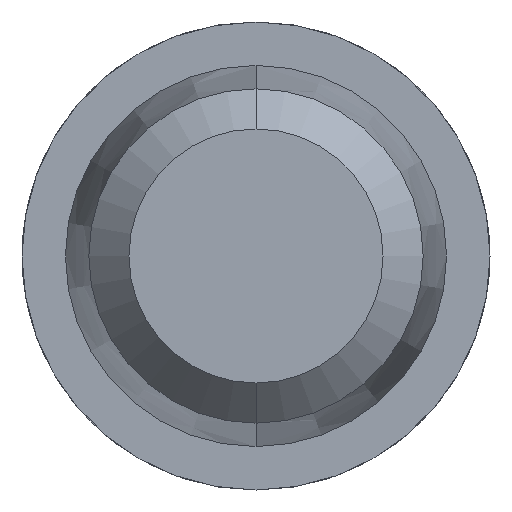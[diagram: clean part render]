
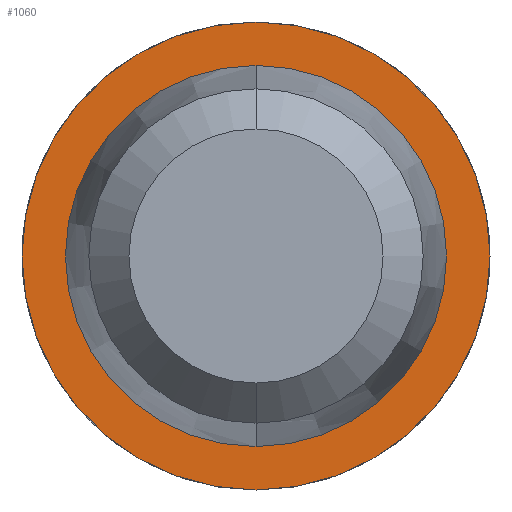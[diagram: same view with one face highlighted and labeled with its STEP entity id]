
A CAD part, front view. The second image highlights one B-rep face of the part: STEP entity #1060.
In plain terms, the highlighted planar face has unit normal (0, -1, 0).
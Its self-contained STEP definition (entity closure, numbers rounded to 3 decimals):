
#3 = DIRECTION ( 'NONE',  ( 0., 0., -1. ) ) ;
#126 = DIRECTION ( 'NONE',  ( 0., 0., -1. ) ) ;
#268 = DIRECTION ( 'NONE',  ( 0., 0., -1. ) ) ;
#336 = DIRECTION ( 'NONE',  ( 0., -1., 0. ) ) ;
#363 = DIRECTION ( 'NONE',  ( 0., -1., 0. ) ) ;
#473 = AXIS2_PLACEMENT_3D ( 'NONE', #900, #1990, #2308 ) ;
#570 = CARTESIAN_POINT ( 'NONE',  ( 0., 26., 0.7 ) ) ;
#664 = VERTEX_POINT ( 'NONE', #570 ) ;
#792 = EDGE_LOOP ( 'NONE', ( #3132, #1410 ) ) ;
#885 = FACE_BOUND ( 'NONE', #1415, .T. ) ;
#900 = CARTESIAN_POINT ( 'NONE',  ( 0., 26., 0. ) ) ;
#995 = DIRECTION ( 'NONE',  ( 0., 0., -1. ) ) ;
#1060 = ADVANCED_FACE ( 'Defeature ausgef�hrt3_10', ( #1963, #885 ), #1634, .T. ) ;
#1161 = VERTEX_POINT ( 'NONE', #1662 ) ;
#1281 = VERTEX_POINT ( 'NONE', #1841 ) ;
#1333 = AXIS2_PLACEMENT_3D ( 'NONE', #3196, #4158, #126 ) ;
#1410 = ORIENTED_EDGE ( 'NONE', *, *, #3815, .T. ) ;
#1415 = EDGE_LOOP ( 'NONE', ( #2737, #3749 ) ) ;
#1424 = EDGE_CURVE ( 'Defeature ausgef�hrt3_9+Defeature ausgef�hrt3_10+Defeature ausgef�hrt3_10+Defeature ausgef�hrt3_10', #1161, #1281, #3254, .T. ) ;
#1634 = PLANE ( 'NONE',  #3509 ) ;
#1662 = CARTESIAN_POINT ( 'NONE',  ( 0., 26., -0.57 ) ) ;
#1721 = CARTESIAN_POINT ( 'NONE',  ( 0., 26., 0. ) ) ;
#1841 = CARTESIAN_POINT ( 'NONE',  ( 0., 26., 0.57 ) ) ;
#1963 = FACE_OUTER_BOUND ( 'NONE', #792, .T. ) ;
#1990 = DIRECTION ( 'NONE',  ( 0., -1., 0. ) ) ;
#2308 = DIRECTION ( 'NONE',  ( 0., 0., -1. ) ) ;
#2317 = CARTESIAN_POINT ( 'NONE',  ( 0.57, 26., 0. ) ) ;
#2673 = EDGE_CURVE ( 'Defeature ausgef�hrt3_9+Defeature ausgef�hrt3_10+Defeature ausgef�hrt3_10+Defeature ausgef�hrt3_10', #1281, #1161, #2841, .T. ) ;
#2737 = ORIENTED_EDGE ( 'NONE', *, *, #2673, .F. ) ;
#2841 = CIRCLE ( 'NONE', #3476, 0.57 ) ;
#2941 = CARTESIAN_POINT ( 'NONE',  ( 0., 26., -0.7 ) ) ;
#3132 = ORIENTED_EDGE ( 'NONE', *, *, #3894, .T. ) ;
#3196 = CARTESIAN_POINT ( 'NONE',  ( 0., 26., 0. ) ) ;
#3254 = CIRCLE ( 'NONE', #1333, 0.57 ) ;
#3302 = CIRCLE ( 'NONE', #3785, 0.7 ) ;
#3386 = CARTESIAN_POINT ( 'NONE',  ( 0., 26., 0. ) ) ;
#3476 = AXIS2_PLACEMENT_3D ( 'NONE', #1721, #336, #995 ) ;
#3509 = AXIS2_PLACEMENT_3D ( 'NONE', #2317, #3964, #268 ) ;
#3749 = ORIENTED_EDGE ( 'NONE', *, *, #1424, .F. ) ;
#3766 = CIRCLE ( 'NONE', #473, 0.7 ) ;
#3785 = AXIS2_PLACEMENT_3D ( 'NONE', #3386, #363, #3 ) ;
#3815 = EDGE_CURVE ( 'Defeature ausgef�hrt3_10+Defeature ausgef�hrt3_11+Defeature ausgef�hrt3_11+Defeature ausgef�hrt3_11', #664, #3846, #3766, .T. ) ;
#3846 = VERTEX_POINT ( 'NONE', #2941 ) ;
#3894 = EDGE_CURVE ( 'Defeature ausgef�hrt3_10+Defeature ausgef�hrt3_11+Defeature ausgef�hrt3_11+Defeature ausgef�hrt3_11', #3846, #664, #3302, .T. ) ;
#3964 = DIRECTION ( 'NONE',  ( 0., -1., 0. ) ) ;
#4158 = DIRECTION ( 'NONE',  ( 0., -1., 0. ) ) ;
